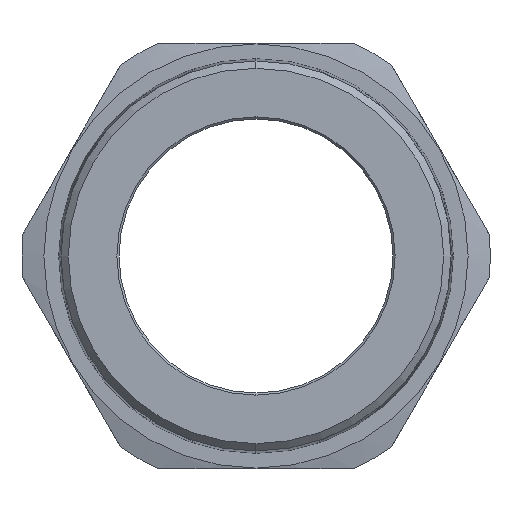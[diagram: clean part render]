
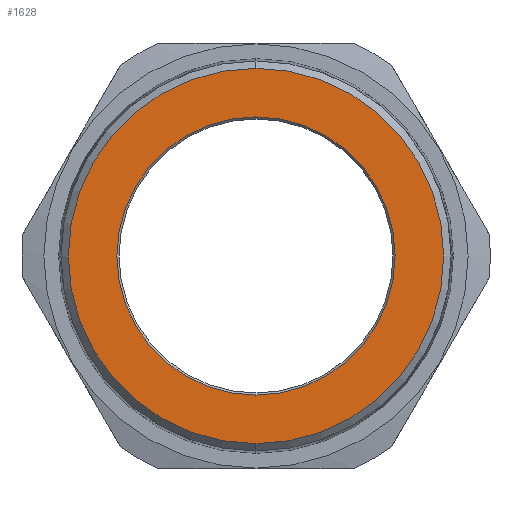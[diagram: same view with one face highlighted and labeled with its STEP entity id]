
A CAD part, left-side view. The second image highlights one B-rep face of the part: STEP entity #1628.
In plain terms, the highlighted planar face has unit normal (-1, 0, 0).
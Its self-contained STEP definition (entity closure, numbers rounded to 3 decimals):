
#26 = CARTESIAN_POINT ( 'NONE',  ( 0., 0., 67.196 ) ) ;
#94 = DIRECTION ( 'NONE',  ( 0., 0., -1. ) ) ;
#128 = EDGE_CURVE ( 'NONE', #2247, #269, #2638, .T. ) ;
#225 = CARTESIAN_POINT ( 'NONE',  ( 0., 0., 0. ) ) ;
#230 = ORIENTED_EDGE ( 'NONE', *, *, #2087, .T. ) ;
#269 = VERTEX_POINT ( 'NONE', #2620 ) ;
#288 = CARTESIAN_POINT ( 'NONE',  ( 0., 0., 0. ) ) ;
#684 = CARTESIAN_POINT ( 'NONE',  ( 0., 0., -49.8 ) ) ;
#691 = FACE_OUTER_BOUND ( 'NONE', #2827, .T. ) ;
#762 = CIRCLE ( 'NONE', #3600, 49.8 ) ;
#933 = DIRECTION ( 'NONE',  ( 0., 0., -1. ) ) ;
#1062 = DIRECTION ( 'NONE',  ( 0., 0., -1. ) ) ;
#1238 = EDGE_CURVE ( 'NONE', #3144, #2129, #3607, .T. ) ;
#1323 = PLANE ( 'NONE',  #2239 ) ;
#1392 = FACE_BOUND ( 'NONE', #1842, .T. ) ;
#1475 = CIRCLE ( 'NONE', #3460, 67.196 ) ;
#1600 = AXIS2_PLACEMENT_3D ( 'NONE', #2847, #1725, #94 ) ;
#1627 = AXIS2_PLACEMENT_3D ( 'NONE', #2338, #1774, #933 ) ;
#1628 = ADVANCED_FACE ( 'NONE', ( #691, #1392 ), #1323, .F. ) ;
#1715 = DIRECTION ( 'NONE',  ( 0., 0., -1. ) ) ;
#1716 = ORIENTED_EDGE ( 'NONE', *, *, #3482, .T. ) ;
#1725 = DIRECTION ( 'NONE',  ( 1., 0., 0. ) ) ;
#1774 = DIRECTION ( 'NONE',  ( -1., 0., 0. ) ) ;
#1842 = EDGE_LOOP ( 'NONE', ( #1716, #2744 ) ) ;
#2065 = CARTESIAN_POINT ( 'NONE',  ( 0., 0., -67.196 ) ) ;
#2087 = EDGE_CURVE ( 'NONE', #2129, #3144, #1475, .T. ) ;
#2129 = VERTEX_POINT ( 'NONE', #2065 ) ;
#2168 = CARTESIAN_POINT ( 'NONE',  ( 0., 0., 0. ) ) ;
#2239 = AXIS2_PLACEMENT_3D ( 'NONE', #225, #3589, #3087 ) ;
#2247 = VERTEX_POINT ( 'NONE', #684 ) ;
#2338 = CARTESIAN_POINT ( 'NONE',  ( 0., 0., 0. ) ) ;
#2620 = CARTESIAN_POINT ( 'NONE',  ( 0., 0., 49.8 ) ) ;
#2638 = CIRCLE ( 'NONE', #1600, 49.8 ) ;
#2723 = DIRECTION ( 'NONE',  ( 1., 0., 0. ) ) ;
#2744 = ORIENTED_EDGE ( 'NONE', *, *, #128, .T. ) ;
#2827 = EDGE_LOOP ( 'NONE', ( #230, #3235 ) ) ;
#2847 = CARTESIAN_POINT ( 'NONE',  ( 0., 0., 0. ) ) ;
#3087 = DIRECTION ( 'NONE',  ( 0., 0., -1. ) ) ;
#3144 = VERTEX_POINT ( 'NONE', #26 ) ;
#3235 = ORIENTED_EDGE ( 'NONE', *, *, #1238, .T. ) ;
#3372 = DIRECTION ( 'NONE',  ( -1., 0., 0. ) ) ;
#3460 = AXIS2_PLACEMENT_3D ( 'NONE', #288, #3372, #1715 ) ;
#3482 = EDGE_CURVE ( 'NONE', #269, #2247, #762, .T. ) ;
#3589 = DIRECTION ( 'NONE',  ( 1., 0., 0. ) ) ;
#3600 = AXIS2_PLACEMENT_3D ( 'NONE', #2168, #2723, #1062 ) ;
#3607 = CIRCLE ( 'NONE', #1627, 67.196 ) ;
